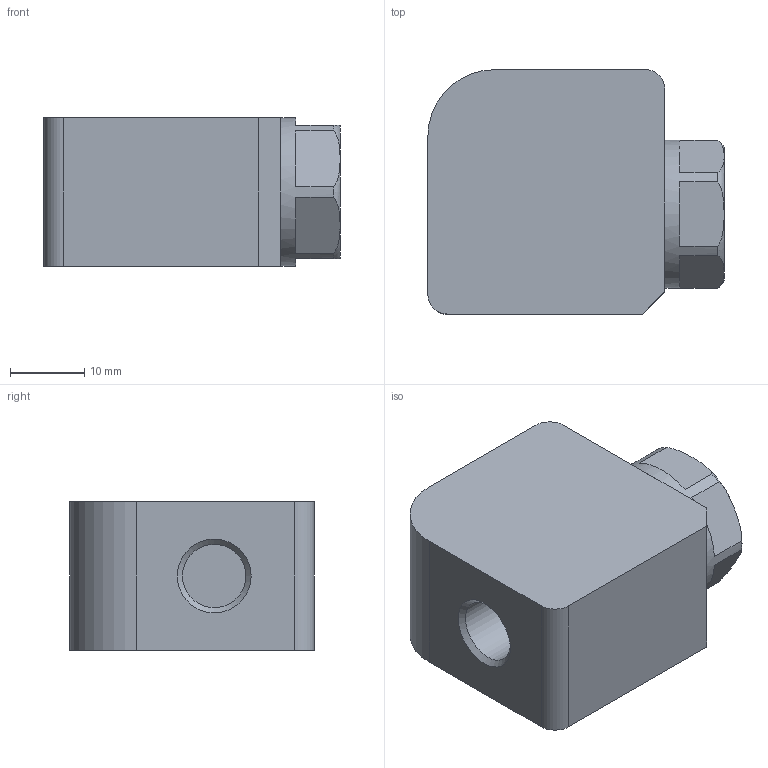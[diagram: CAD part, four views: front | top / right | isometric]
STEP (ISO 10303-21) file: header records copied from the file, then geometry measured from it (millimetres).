
FILE_DESCRIPTION((''),'2;1');
FILE_NAME('SVXA2 B1B1 OV.stp','2013-03-11T18:03:29',('LUIGI'),(''),'Autodesk Inventor 2013','Autodesk Inventor 2013','');
FILE_SCHEMA(('AUTOMOTIVE_DESIGN { 1 0 10303 214 1 1 1 1 }'));
Length unit declared in the file: millimetre
Products named in the file (1): SVXA2 B1B1 OV
Bounding box: 40 x 33 x 20 mm (x, y, z)
Volume: 19954.9 mm3; surface area: 6221.6 mm2
Topology: 1 solids, 1 shells, 45 faces, 116 edges, 74 vertices
Faces by surface type: plane 26, cylinder 10, torus 6, cone 3
Full cylindrical faces by diameter (mm): 8.566 x3, 20 x1
Entity records: 1387 total; most frequent: CARTESIAN_POINT 305, DIRECTION 227, ORIENTED_EDGE 210, EDGE_CURVE 105, AXIS2_PLACEMENT_3D 89, VERTEX_POINT 71, EDGE_LOOP 54, VECTOR 49
